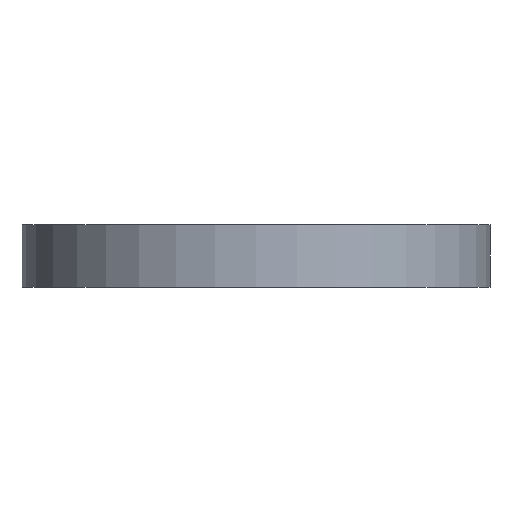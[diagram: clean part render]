
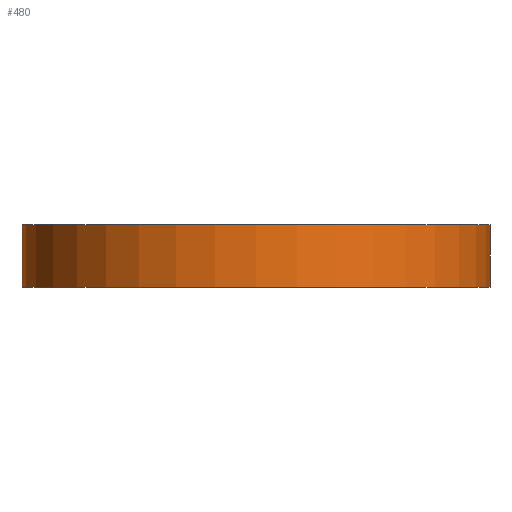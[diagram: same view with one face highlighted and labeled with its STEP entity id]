
A CAD part, front view. The second image highlights one B-rep face of the part: STEP entity #480.
In plain terms, the highlighted cylindrical face has radius 60 mm (diameter 120 mm), a partial arc.
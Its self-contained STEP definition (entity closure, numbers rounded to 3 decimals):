
#7 = EDGE_LOOP ( 'NONE', ( #468, #237, #706, #271 ) ) ;
#17 = CIRCLE ( 'NONE', #493, 60. ) ;
#38 = DIRECTION ( 'NONE',  ( 0., 0., -1. ) ) ;
#55 = DIRECTION ( 'NONE',  ( 0., 0., -1. ) ) ;
#62 = CYLINDRICAL_SURFACE ( 'NONE', #532, 60. ) ;
#83 = VERTEX_POINT ( 'NONE', #391 ) ;
#99 = CARTESIAN_POINT ( 'NONE',  ( 60., 0., 16. ) ) ;
#107 = AXIS2_PLACEMENT_3D ( 'NONE', #513, #508, #739 ) ;
#115 = LINE ( 'NONE', #99, #376 ) ;
#161 = LINE ( 'NONE', #573, #620 ) ;
#192 = EDGE_CURVE ( 'NONE', #83, #554, #551, .T. ) ;
#237 = ORIENTED_EDGE ( 'NONE', *, *, #192, .F. ) ;
#271 = ORIENTED_EDGE ( 'NONE', *, *, #610, .T. ) ;
#274 = DIRECTION ( 'NONE',  ( 0., 0., 1. ) ) ;
#302 = CARTESIAN_POINT ( 'NONE',  ( 60., 0., 0. ) ) ;
#328 = VERTEX_POINT ( 'NONE', #590 ) ;
#350 = FACE_OUTER_BOUND ( 'NONE', #7, .T. ) ;
#376 = VECTOR ( 'NONE', #55, 1000. ) ;
#391 = CARTESIAN_POINT ( 'NONE',  ( -60., 0., 16. ) ) ;
#403 = DIRECTION ( 'NONE',  ( -1., 0., 0. ) ) ;
#435 = EDGE_CURVE ( 'NONE', #554, #672, #115, .T. ) ;
#468 = ORIENTED_EDGE ( 'NONE', *, *, #435, .F. ) ;
#480 = ADVANCED_FACE ( 'NONE', ( #350 ), #62, .T. ) ;
#493 = AXIS2_PLACEMENT_3D ( 'NONE', #526, #274, #578 ) ;
#508 = DIRECTION ( 'NONE',  ( 0., 0., 1. ) ) ;
#513 = CARTESIAN_POINT ( 'NONE',  ( 0., 0., 16. ) ) ;
#526 = CARTESIAN_POINT ( 'NONE',  ( 0., 0., 0. ) ) ;
#532 = AXIS2_PLACEMENT_3D ( 'NONE', #536, #765, #403 ) ;
#533 = CARTESIAN_POINT ( 'NONE',  ( 60., 0., 16. ) ) ;
#536 = CARTESIAN_POINT ( 'NONE',  ( 0., 0., 16. ) ) ;
#551 = CIRCLE ( 'NONE', #107, 60. ) ;
#554 = VERTEX_POINT ( 'NONE', #533 ) ;
#573 = CARTESIAN_POINT ( 'NONE',  ( -60., 0., 16. ) ) ;
#578 = DIRECTION ( 'NONE',  ( 1., 0., 0. ) ) ;
#590 = CARTESIAN_POINT ( 'NONE',  ( -60., 0., 0. ) ) ;
#608 = EDGE_CURVE ( 'NONE', #83, #328, #161, .T. ) ;
#610 = EDGE_CURVE ( 'NONE', #328, #672, #17, .T. ) ;
#620 = VECTOR ( 'NONE', #38, 1000. ) ;
#672 = VERTEX_POINT ( 'NONE', #302 ) ;
#706 = ORIENTED_EDGE ( 'NONE', *, *, #608, .T. ) ;
#739 = DIRECTION ( 'NONE',  ( 1., 0., 0. ) ) ;
#765 = DIRECTION ( 'NONE',  ( 0., 0., -1. ) ) ;
